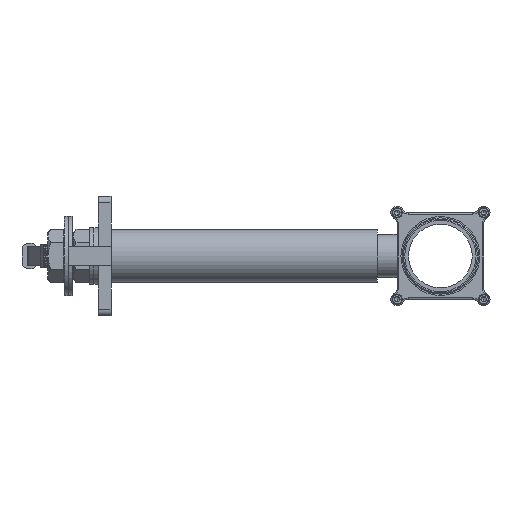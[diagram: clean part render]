
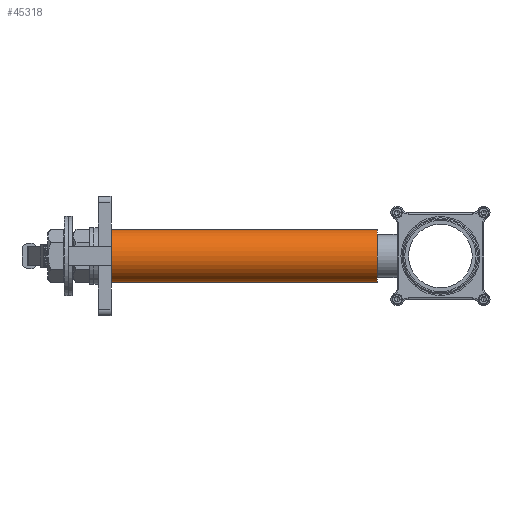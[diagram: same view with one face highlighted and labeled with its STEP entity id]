
A CAD part, left-side view. The second image highlights one B-rep face of the part: STEP entity #45318.
In plain terms, the highlighted cylindrical face has radius 21 mm (diameter 42 mm), a partial arc.
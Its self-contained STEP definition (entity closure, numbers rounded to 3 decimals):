
#691 = VECTOR ( 'NONE', #77186, 1000. ) ;
#7545 = ORIENTED_EDGE ( 'NONE', *, *, #50706, .T. ) ;
#8516 = VERTEX_POINT ( 'NONE', #20293 ) ;
#9809 = VERTEX_POINT ( 'NONE', #31049 ) ;
#10574 = CARTESIAN_POINT ( 'NONE',  ( 0., 0., 21. ) ) ;
#10921 = DIRECTION ( 'NONE',  ( 0., 0., -1. ) ) ;
#13229 = DIRECTION ( 'NONE',  ( 0., 0., -1. ) ) ;
#15086 = AXIS2_PLACEMENT_3D ( 'NONE', #62562, #74123, #19535 ) ;
#16914 = CARTESIAN_POINT ( 'NONE',  ( 0., 259., 0. ) ) ;
#18606 = EDGE_LOOP ( 'NONE', ( #74605, #7545, #52082, #78144 ) ) ;
#19535 = DIRECTION ( 'NONE',  ( 0., 0., -1. ) ) ;
#20293 = CARTESIAN_POINT ( 'NONE',  ( 0., 49.67, 21. ) ) ;
#22129 = DIRECTION ( 'NONE',  ( 0., -1., 0. ) ) ;
#22539 = AXIS2_PLACEMENT_3D ( 'NONE', #37179, #60680, #13229 ) ;
#27697 = CARTESIAN_POINT ( 'NONE',  ( 0., 49.67, -21. ) ) ;
#30176 = CIRCLE ( 'NONE', #34108, 21. ) ;
#31049 = CARTESIAN_POINT ( 'NONE',  ( 0., 259., 21. ) ) ;
#34108 = AXIS2_PLACEMENT_3D ( 'NONE', #16914, #22129, #10921 ) ;
#34911 = DIRECTION ( 'NONE',  ( 0., -1., 0. ) ) ;
#37179 = CARTESIAN_POINT ( 'NONE',  ( 0., 0., 0. ) ) ;
#39341 = VECTOR ( 'NONE', #34911, 1000. ) ;
#40116 = EDGE_CURVE ( 'NONE', #43426, #62862, #62489, .T. ) ;
#40570 = CARTESIAN_POINT ( 'NONE',  ( 0., 259., -21. ) ) ;
#43426 = VERTEX_POINT ( 'NONE', #40570 ) ;
#45318 = ADVANCED_FACE ( 'NONE', ( #73029 ), #68217, .T. ) ;
#49461 = CIRCLE ( 'NONE', #15086, 21. ) ;
#50706 = EDGE_CURVE ( 'NONE', #9809, #43426, #30176, .T. ) ;
#52082 = ORIENTED_EDGE ( 'NONE', *, *, #40116, .T. ) ;
#56512 = CARTESIAN_POINT ( 'NONE',  ( 0., 0., -21. ) ) ;
#59600 = LINE ( 'NONE', #10574, #39341 ) ;
#60334 = EDGE_CURVE ( 'NONE', #8516, #62862, #49461, .T. ) ;
#60680 = DIRECTION ( 'NONE',  ( 0., -1., 0. ) ) ;
#62489 = LINE ( 'NONE', #56512, #691 ) ;
#62562 = CARTESIAN_POINT ( 'NONE',  ( 0., 49.67, 0. ) ) ;
#62862 = VERTEX_POINT ( 'NONE', #27697 ) ;
#68217 = CYLINDRICAL_SURFACE ( 'NONE', #22539, 21. ) ;
#71744 = EDGE_CURVE ( 'NONE', #9809, #8516, #59600, .T. ) ;
#73029 = FACE_OUTER_BOUND ( 'NONE', #18606, .T. ) ;
#74123 = DIRECTION ( 'NONE',  ( 0., -1., 0. ) ) ;
#74605 = ORIENTED_EDGE ( 'NONE', *, *, #71744, .F. ) ;
#77186 = DIRECTION ( 'NONE',  ( 0., -1., 0. ) ) ;
#78144 = ORIENTED_EDGE ( 'NONE', *, *, #60334, .F. ) ;
